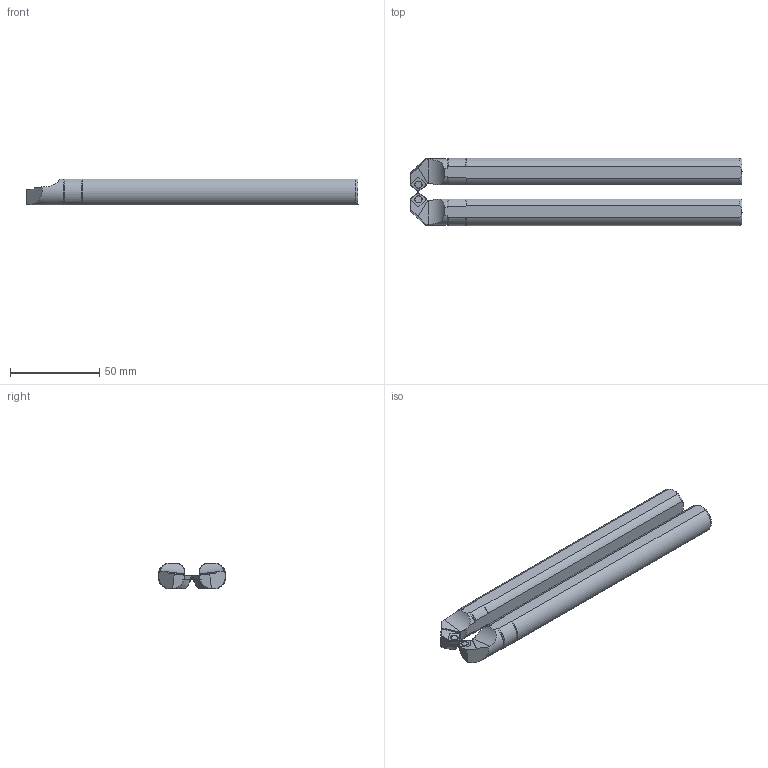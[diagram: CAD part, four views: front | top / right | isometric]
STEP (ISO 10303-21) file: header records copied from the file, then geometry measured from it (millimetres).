
FILE_DESCRIPTION(/* description */ (''),/* implementation_level */ '2;1');
FILE_NAME(/* name */ 'S16QSCXCL06_SIM.stp',/* time_stamp */ '2023-09-13T09:36:58+02:00',/* author */ (''),/* organization */ (''),/* preprocessor_version */ 'ST-DEVELOPER v18.102',/* originating_system */ 'SIEMENS PLM Software NX 2027',/* authorisation */ '');
FILE_SCHEMA (('AUTOMOTIVE_DESIGN { 1 0 10303 214 3 1 1 1 }'));
Length unit declared in the file: millimetre
Products named in the file (1): model1
Bounding box: 185.77 x 37.97 x 14.5 mm (x, y, z)
Volume: 67227.5 mm3; surface area: 18851.4 mm2
Topology: 4 solids, 4 shells, 112 faces, 300 edges, 198 vertices
Faces by surface type: plane 32, cone 32, cylinder 26, torus 22
Full cylindrical faces by diameter (mm): 2.8 x2, 4.1 x2
Entity records: 3914 total; most frequent: CARTESIAN_POINT 1175, ORIENTED_EDGE 580, DIRECTION 530, EDGE_CURVE 290, AXIS2_PLACEMENT_3D 217, VERTEX_POINT 198, EDGE_LOOP 128, ADVANCED_FACE 112
